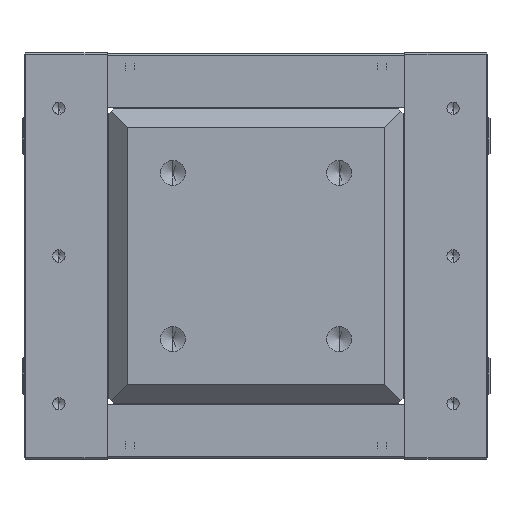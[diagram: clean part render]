
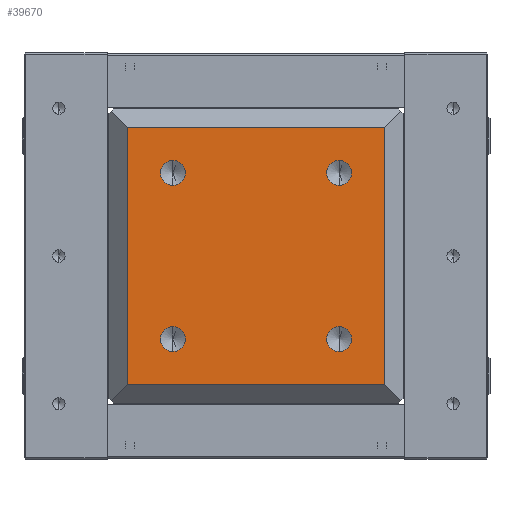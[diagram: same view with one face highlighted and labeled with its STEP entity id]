
A CAD part, left-side view. The second image highlights one B-rep face of the part: STEP entity #39670.
In plain terms, the highlighted planar face has unit normal (-1, 0, 0).
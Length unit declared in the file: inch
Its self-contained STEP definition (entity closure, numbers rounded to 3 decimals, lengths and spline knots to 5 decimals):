
#552 = FACE_BOUND ( 'NONE', #29787, .T. ) ;
#702 = CARTESIAN_POINT ( 'NONE',  ( -8., -1.99, 1.74 ) ) ;
#967 = AXIS2_PLACEMENT_3D ( 'NONE', #6543, #33094, #10347 ) ;
#1094 = EDGE_CURVE ( 'NONE', #30111, #32553, #23056, .T. ) ;
#1215 = AXIS2_PLACEMENT_3D ( 'NONE', #27496, #4730, #31271 ) ;
#1758 = FACE_BOUND ( 'NONE', #15373, .T. ) ;
#1943 = CARTESIAN_POINT ( 'NONE',  ( -8., -1.125, -0.95768 ) ) ;
#2620 = ORIENTED_EDGE ( 'NONE', *, *, #46179, .F. ) ;
#2756 = EDGE_CURVE ( 'NONE', #15236, #43942, #16957, .T. ) ;
#2807 = VERTEX_POINT ( 'NONE', #35287 ) ;
#2934 = CARTESIAN_POINT ( 'NONE',  ( -8., 1.125, -0.95768 ) ) ;
#3245 = DIRECTION ( 'NONE',  ( 0., 0., 1. ) ) ;
#3541 = AXIS2_PLACEMENT_3D ( 'NONE', #42511, #19772, #46300 ) ;
#3586 = AXIS2_PLACEMENT_3D ( 'NONE', #7870, #34446, #11674 ) ;
#3707 = EDGE_CURVE ( 'NONE', #32553, #13460, #28166, .T. ) ;
#4730 = DIRECTION ( 'NONE',  ( -1., 0., 0. ) ) ;
#5330 = CARTESIAN_POINT ( 'NONE',  ( -8., 1.74, 1.74 ) ) ;
#6543 = CARTESIAN_POINT ( 'NONE',  ( -8., 1.125, 1.125 ) ) ;
#6975 = EDGE_CURVE ( 'NONE', #13460, #14534, #14638, .T. ) ;
#7870 = CARTESIAN_POINT ( 'NONE',  ( -8., -1.125, -1.125 ) ) ;
#8681 = EDGE_CURVE ( 'NONE', #14534, #30111, #25872, .T. ) ;
#9310 = ORIENTED_EDGE ( 'NONE', *, *, #6975, .T. ) ;
#9777 = AXIS2_PLACEMENT_3D ( 'NONE', #33770, #10997, #37622 ) ;
#10130 = CIRCLE ( 'NONE', #22424, 0.16732 ) ;
#10347 = DIRECTION ( 'NONE',  ( 0., 0., 1. ) ) ;
#10607 = CARTESIAN_POINT ( 'NONE',  ( -8., 1.125, -1.125 ) ) ;
#10608 = FACE_OUTER_BOUND ( 'NONE', #32562, .T. ) ;
#10935 = CARTESIAN_POINT ( 'NONE',  ( -8., 1.74, -1.74 ) ) ;
#10997 = DIRECTION ( 'NONE',  ( -1., 0., 0. ) ) ;
#11410 = ORIENTED_EDGE ( 'NONE', *, *, #34761, .F. ) ;
#11674 = DIRECTION ( 'NONE',  ( 0., 0., 1. ) ) ;
#11836 = FACE_BOUND ( 'NONE', #23200, .T. ) ;
#13021 = CARTESIAN_POINT ( 'NONE',  ( -8., 1.125, -1.29232 ) ) ;
#13104 = ORIENTED_EDGE ( 'NONE', *, *, #47154, .F. ) ;
#13459 = CARTESIAN_POINT ( 'NONE',  ( -8., -1.74, 1.99 ) ) ;
#13460 = VERTEX_POINT ( 'NONE', #5330 ) ;
#13959 = CIRCLE ( 'NONE', #967, 0.16732 ) ;
#14233 = CARTESIAN_POINT ( 'NONE',  ( -8., -1.99, 1.99 ) ) ;
#14451 = DIRECTION ( 'NONE',  ( 0., 0., 1. ) ) ;
#14534 = VERTEX_POINT ( 'NONE', #10935 ) ;
#14638 = LINE ( 'NONE', #42792, #34880 ) ;
#14859 = CARTESIAN_POINT ( 'NONE',  ( -8., -1.125, 1.125 ) ) ;
#15236 = VERTEX_POINT ( 'NONE', #35188 ) ;
#15358 = VERTEX_POINT ( 'NONE', #40454 ) ;
#15373 = EDGE_LOOP ( 'NONE', ( #25288, #45859 ) ) ;
#16572 = EDGE_CURVE ( 'NONE', #34921, #40416, #25684, .T. ) ;
#16957 = CIRCLE ( 'NONE', #1215, 0.16732 ) ;
#17092 = ORIENTED_EDGE ( 'NONE', *, *, #1094, .T. ) ;
#18060 = DIRECTION ( 'NONE',  ( 0., 0., -1. ) ) ;
#18680 = DIRECTION ( 'NONE',  ( 0., 0., 1. ) ) ;
#19335 = DIRECTION ( 'NONE',  ( 0., -1., 0. ) ) ;
#19772 = DIRECTION ( 'NONE',  ( -1., 0., 0. ) ) ;
#21480 = ORIENTED_EDGE ( 'NONE', *, *, #8681, .T. ) ;
#22424 = AXIS2_PLACEMENT_3D ( 'NONE', #48683, #26009, #3245 ) ;
#23056 = LINE ( 'NONE', #13459, #42077 ) ;
#23200 = EDGE_LOOP ( 'NONE', ( #11410, #37468 ) ) ;
#24873 = CARTESIAN_POINT ( 'NONE',  ( -8., -1.125, 1.29232 ) ) ;
#25288 = ORIENTED_EDGE ( 'NONE', *, *, #32261, .F. ) ;
#25684 = CIRCLE ( 'NONE', #3541, 0.16732 ) ;
#25872 = LINE ( 'NONE', #30767, #43687 ) ;
#25963 = CIRCLE ( 'NONE', #3586, 0.16732 ) ;
#26009 = DIRECTION ( 'NONE',  ( -1., 0., 0. ) ) ;
#26330 = EDGE_CURVE ( 'NONE', #15358, #40121, #34530, .T. ) ;
#27361 = DIRECTION ( 'NONE',  ( 0., 0., -1. ) ) ;
#27496 = CARTESIAN_POINT ( 'NONE',  ( -8., -1.125, 1.125 ) ) ;
#28166 = LINE ( 'NONE', #702, #38260 ) ;
#29604 = VERTEX_POINT ( 'NONE', #35614 ) ;
#29787 = EDGE_LOOP ( 'NONE', ( #46112, #13104 ) ) ;
#30092 = ORIENTED_EDGE ( 'NONE', *, *, #3707, .T. ) ;
#30111 = VERTEX_POINT ( 'NONE', #47528 ) ;
#30767 = CARTESIAN_POINT ( 'NONE',  ( -8., -1.99, -1.74 ) ) ;
#30852 = FACE_BOUND ( 'NONE', #47543, .T. ) ;
#31082 = DIRECTION ( 'NONE',  ( 0., 1., 0. ) ) ;
#31271 = DIRECTION ( 'NONE',  ( 0., 0., 1. ) ) ;
#32261 = EDGE_CURVE ( 'NONE', #40121, #15358, #25963, .T. ) ;
#32395 = CARTESIAN_POINT ( 'NONE',  ( -8., -1.74, 1.74 ) ) ;
#32553 = VERTEX_POINT ( 'NONE', #32395 ) ;
#32562 = EDGE_LOOP ( 'NONE', ( #21480, #17092, #30092, #9310 ) ) ;
#33094 = DIRECTION ( 'NONE',  ( -1., 0., 0. ) ) ;
#33770 = CARTESIAN_POINT ( 'NONE',  ( -8., -1.125, -1.125 ) ) ;
#34446 = DIRECTION ( 'NONE',  ( -1., 0., 0. ) ) ;
#34530 = CIRCLE ( 'NONE', #9777, 0.16732 ) ;
#34692 = EDGE_CURVE ( 'NONE', #2807, #29604, #10130, .T. ) ;
#34761 = EDGE_CURVE ( 'NONE', #43942, #15236, #48116, .T. ) ;
#34880 = VECTOR ( 'NONE', #27361, 39.37008 ) ;
#34921 = VERTEX_POINT ( 'NONE', #13021 ) ;
#35188 = CARTESIAN_POINT ( 'NONE',  ( -8., -1.125, 0.95768 ) ) ;
#35202 = AXIS2_PLACEMENT_3D ( 'NONE', #14859, #41452, #18680 ) ;
#35287 = CARTESIAN_POINT ( 'NONE',  ( -8., 1.125, 1.29232 ) ) ;
#35614 = CARTESIAN_POINT ( 'NONE',  ( -8., 1.125, 0.95768 ) ) ;
#37006 = PLANE ( 'NONE',  #40559 ) ;
#37208 = DIRECTION ( 'NONE',  ( -1., 0., 0. ) ) ;
#37468 = ORIENTED_EDGE ( 'NONE', *, *, #2756, .F. ) ;
#37622 = DIRECTION ( 'NONE',  ( 0., 0., 1. ) ) ;
#38260 = VECTOR ( 'NONE', #31082, 39.37008 ) ;
#39652 = CIRCLE ( 'NONE', #40394, 0.16732 ) ;
#39670 = ADVANCED_FACE ( 'NONE', ( #10608, #30852, #552, #11836, #1758 ), #37006, .F. ) ;
#40121 = VERTEX_POINT ( 'NONE', #1943 ) ;
#40394 = AXIS2_PLACEMENT_3D ( 'NONE', #10607, #37208, #14451 ) ;
#40416 = VERTEX_POINT ( 'NONE', #2934 ) ;
#40454 = CARTESIAN_POINT ( 'NONE',  ( -8., -1.125, -1.29232 ) ) ;
#40559 = AXIS2_PLACEMENT_3D ( 'NONE', #14233, #40850, #18060 ) ;
#40850 = DIRECTION ( 'NONE',  ( 1., 0., 0. ) ) ;
#41452 = DIRECTION ( 'NONE',  ( -1., 0., 0. ) ) ;
#42077 = VECTOR ( 'NONE', #47638, 39.37008 ) ;
#42511 = CARTESIAN_POINT ( 'NONE',  ( -8., 1.125, -1.125 ) ) ;
#42792 = CARTESIAN_POINT ( 'NONE',  ( -8., 1.74, 1.99 ) ) ;
#43687 = VECTOR ( 'NONE', #19335, 39.37008 ) ;
#43942 = VERTEX_POINT ( 'NONE', #24873 ) ;
#44618 = ORIENTED_EDGE ( 'NONE', *, *, #16572, .F. ) ;
#45859 = ORIENTED_EDGE ( 'NONE', *, *, #26330, .F. ) ;
#46112 = ORIENTED_EDGE ( 'NONE', *, *, #34692, .F. ) ;
#46179 = EDGE_CURVE ( 'NONE', #40416, #34921, #39652, .T. ) ;
#46300 = DIRECTION ( 'NONE',  ( 0., 0., 1. ) ) ;
#47154 = EDGE_CURVE ( 'NONE', #29604, #2807, #13959, .T. ) ;
#47528 = CARTESIAN_POINT ( 'NONE',  ( -8., -1.74, -1.74 ) ) ;
#47543 = EDGE_LOOP ( 'NONE', ( #2620, #44618 ) ) ;
#47638 = DIRECTION ( 'NONE',  ( 0., 0., 1. ) ) ;
#48116 = CIRCLE ( 'NONE', #35202, 0.16732 ) ;
#48683 = CARTESIAN_POINT ( 'NONE',  ( -8., 1.125, 1.125 ) ) ;
